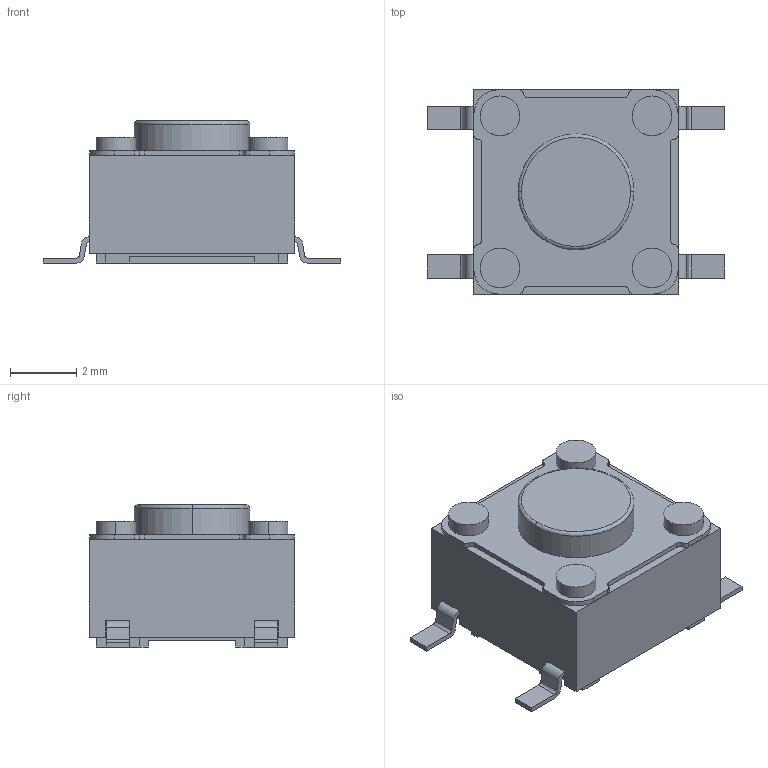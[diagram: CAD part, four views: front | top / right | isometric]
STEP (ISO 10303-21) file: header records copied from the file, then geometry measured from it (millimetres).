
FILE_DESCRIPTION (( 'STEP AP214' ), '1' );
FILE_NAME ('430182043816 (rev1).STEP', '2023-10-09T15:03:50', ( '' ), ( '' ), 'SwSTEP 2.0', 'SolidWorks 2023', '' );
FILE_SCHEMA (( 'AUTOMOTIVE_DESIGN' ));
Length unit declared in the file: millimetre
Products named in the file (1): 430182043816 (rev1)
Bounding box: 9 x 6.2 x 4.3 mm (x, y, z)
Volume: 134 mm3; surface area: 192.8 mm2
Topology: 1 solids, 1 shells, 149 faces, 410 edges, 270 vertices
Faces by surface type: plane 101, cylinder 46, bspline 2
Entity records: 5709 total; most frequent: CARTESIAN_POINT 866, ORIENTED_EDGE 820, DIRECTION 798, EDGE_CURVE 410, VECTOR 314, LINE 314, VERTEX_POINT 270, AXIS2_PLACEMENT_3D 242
